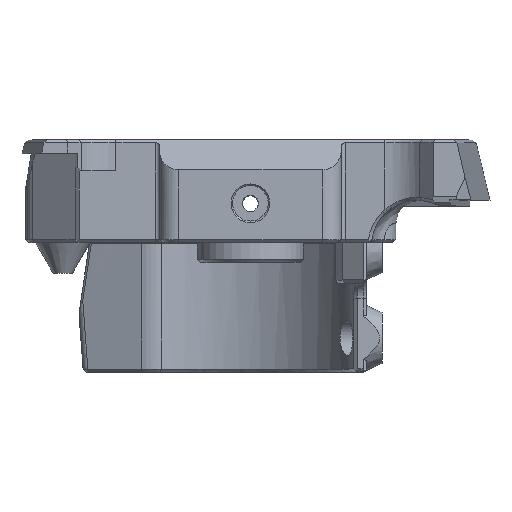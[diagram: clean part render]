
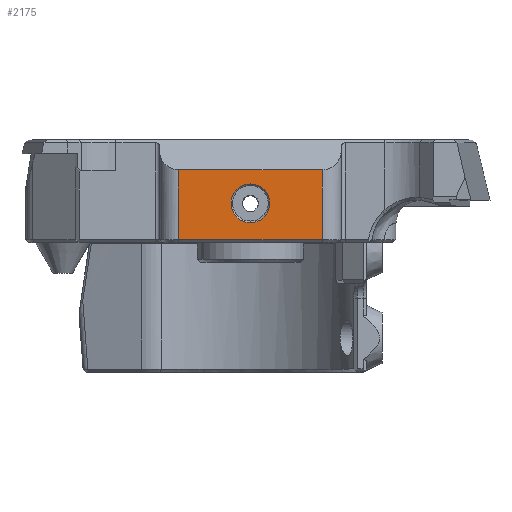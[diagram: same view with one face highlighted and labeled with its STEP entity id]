
A CAD part, top view. The second image highlights one B-rep face of the part: STEP entity #2175.
In plain terms, the highlighted face is planar.
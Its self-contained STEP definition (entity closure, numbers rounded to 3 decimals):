
#639 = DIRECTION ( 'NONE',  ( -1., 0., 0. ) ) ;
#1029 = EDGE_LOOP ( 'NONE', ( #31030, #13995, #14095, #13140 ) ) ;
#2161 = AXIS2_PLACEMENT_3D ( 'NONE', #6113, #14783, #30842 ) ;
#2175 = ADVANCED_FACE ( 'NONE', ( #27679, #25327 ), #38204, .T. ) ;
#2456 = EDGE_CURVE ( 'NONE', #27509, #32852, #4557, .T. ) ;
#2676 = ORIENTED_EDGE ( 'NONE', *, *, #15193, .T. ) ;
#2832 = EDGE_CURVE ( 'NONE', #30285, #27509, #15445, .T. ) ;
#3267 = DIRECTION ( 'NONE',  ( 0., -1., 0. ) ) ;
#3394 = CARTESIAN_POINT ( 'NONE',  ( -9.5, 0., -4.42 ) ) ;
#4557 = LINE ( 'NONE', #14867, #8200 ) ;
#6113 = CARTESIAN_POINT ( 'NONE',  ( -9.5, 0., -36.696 ) ) ;
#6390 = EDGE_LOOP ( 'NONE', ( #2676 ) ) ;
#6873 = VERTEX_POINT ( 'NONE', #9635 ) ;
#7318 = DIRECTION ( 'NONE',  ( 0., 0., 1. ) ) ;
#8200 = VECTOR ( 'NONE', #30717, 1000. ) ;
#9549 = VECTOR ( 'NONE', #27921, 1000. ) ;
#9635 = CARTESIAN_POINT ( 'NONE',  ( 9.5, 0., -4.42 ) ) ;
#9781 = DIRECTION ( 'NONE',  ( 0., 0., 1. ) ) ;
#12903 = VERTEX_POINT ( 'NONE', #35507 ) ;
#13140 = ORIENTED_EDGE ( 'NONE', *, *, #24744, .T. ) ;
#13272 = LINE ( 'NONE', #3394, #29961 ) ;
#13555 = CARTESIAN_POINT ( 'NONE',  ( 0., 0., 0. ) ) ;
#13995 = ORIENTED_EDGE ( 'NONE', *, *, #2456, .T. ) ;
#14092 = CARTESIAN_POINT ( 'NONE',  ( -9.5, 0., -4.42 ) ) ;
#14095 = ORIENTED_EDGE ( 'NONE', *, *, #32146, .F. ) ;
#14783 = DIRECTION ( 'NONE',  ( 0., 1., 0. ) ) ;
#14867 = CARTESIAN_POINT ( 'NONE',  ( -9.5, 0., 4.8 ) ) ;
#15193 = EDGE_CURVE ( 'NONE', #12903, #12903, #36715, .T. ) ;
#15445 = LINE ( 'NONE', #31298, #9549 ) ;
#16467 = AXIS2_PLACEMENT_3D ( 'NONE', #13555, #3267, #9781 ) ;
#18846 = VECTOR ( 'NONE', #7318, 1000. ) ;
#21101 = CARTESIAN_POINT ( 'NONE',  ( 9.5, 0., 4.8 ) ) ;
#23360 = LINE ( 'NONE', #36246, #18846 ) ;
#24744 = EDGE_CURVE ( 'NONE', #6873, #30285, #13272, .T. ) ;
#25327 = FACE_OUTER_BOUND ( 'NONE', #1029, .T. ) ;
#27166 = CARTESIAN_POINT ( 'NONE',  ( -9.5, 0., 4.8 ) ) ;
#27509 = VERTEX_POINT ( 'NONE', #27166 ) ;
#27679 = FACE_BOUND ( 'NONE', #6390, .T. ) ;
#27921 = DIRECTION ( 'NONE',  ( 0., 0., 1. ) ) ;
#29961 = VECTOR ( 'NONE', #639, 1000. ) ;
#30285 = VERTEX_POINT ( 'NONE', #14092 ) ;
#30717 = DIRECTION ( 'NONE',  ( 1., 0., 0. ) ) ;
#30842 = DIRECTION ( 'NONE',  ( 0., 0., 1. ) ) ;
#31030 = ORIENTED_EDGE ( 'NONE', *, *, #2832, .T. ) ;
#31298 = CARTESIAN_POINT ( 'NONE',  ( -9.5, 0., -36.696 ) ) ;
#32146 = EDGE_CURVE ( 'NONE', #6873, #32852, #23360, .T. ) ;
#32852 = VERTEX_POINT ( 'NONE', #21101 ) ;
#35507 = CARTESIAN_POINT ( 'NONE',  ( 0., 0., 2.55 ) ) ;
#36246 = CARTESIAN_POINT ( 'NONE',  ( 9.5, 0., -36.696 ) ) ;
#36715 = CIRCLE ( 'NONE', #16467, 2.55 ) ;
#38204 = PLANE ( 'NONE',  #2161 ) ;
